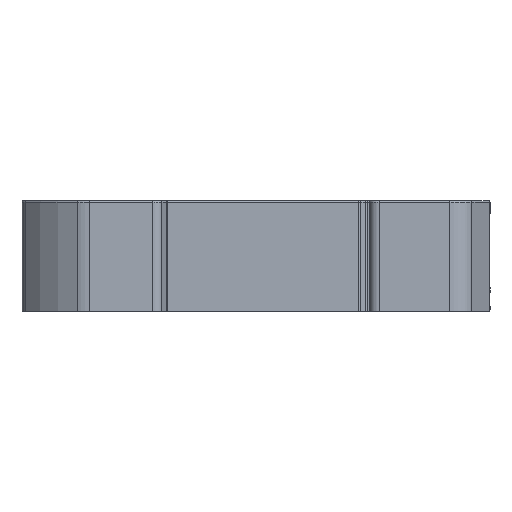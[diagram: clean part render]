
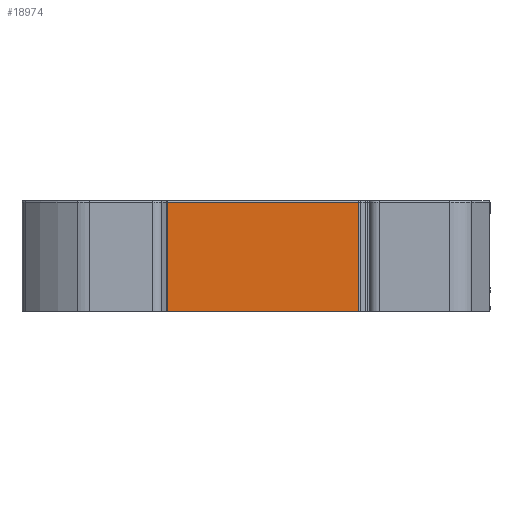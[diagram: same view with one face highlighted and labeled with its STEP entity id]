
A CAD part, front view. The second image highlights one B-rep face of the part: STEP entity #18974.
In plain terms, the highlighted planar face has unit normal (0, -1, 0).
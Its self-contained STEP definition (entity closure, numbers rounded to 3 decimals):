
#2764 = VERTEX_POINT ( 'NONE', #6204 ) ;
#3855 = ORIENTED_EDGE ( 'NONE', *, *, #5719, .T. ) ;
#3856 = ORIENTED_EDGE ( 'NONE', *, *, #18599, .T. ) ;
#3857 = ORIENTED_EDGE ( 'NONE', *, *, #18600, .T. ) ;
#3858 = ORIENTED_EDGE ( 'NONE', *, *, #18598, .F. ) ;
#4001 = EDGE_LOOP ( 'NONE', ( #3858, #3856, #3857, #3855 ) ) ;
#4186 = VECTOR ( 'NONE', #13762, 1000. ) ;
#4187 = VECTOR ( 'NONE', #13764, 1000. ) ;
#4188 = VECTOR ( 'NONE', #13766, 1000. ) ;
#4619 = AXIS2_PLACEMENT_3D ( 'NONE', #17588, #17589, #17591 ) ;
#5719 = EDGE_CURVE ( 'NONE', #7830, #2764, #13004, .T. ) ;
#6204 = CARTESIAN_POINT ( 'NONE',  ( 13.9, -47.654, -8.75 ) ) ;
#7541 = VECTOR ( 'NONE', #14922, 1000. ) ;
#7830 = VERTEX_POINT ( 'NONE', #11339 ) ;
#8160 = LINE ( 'NONE', #13761, #4186 ) ;
#8162 = LINE ( 'NONE', #13763, #4187 ) ;
#8163 = LINE ( 'NONE', #13765, #4188 ) ;
#8699 = FACE_OUTER_BOUND ( 'NONE', #4001, .T. ) ;
#11339 = CARTESIAN_POINT ( 'NONE',  ( -17.526, -47.654, -8.75 ) ) ;
#12671 = VERTEX_POINT ( 'NONE', #13496 ) ;
#12672 = VERTEX_POINT ( 'NONE', #13497 ) ;
#13004 = LINE ( 'NONE', #14921, #7541 ) ;
#13496 = CARTESIAN_POINT ( 'NONE',  ( 13.9, -47.654, 8.5 ) ) ;
#13497 = CARTESIAN_POINT ( 'NONE',  ( -17.526, -47.654, 8.5 ) ) ;
#13761 = CARTESIAN_POINT ( 'NONE',  ( 13.9, -47.654, 8.75 ) ) ;
#13762 = DIRECTION ( 'NONE',  ( 0., 0., -1. ) ) ;
#13763 = CARTESIAN_POINT ( 'NONE',  ( 13.9, -47.654, 8.5 ) ) ;
#13764 = DIRECTION ( 'NONE',  ( -1., 0., 0. ) ) ;
#13765 = CARTESIAN_POINT ( 'NONE',  ( -17.526, -47.654, 8.75 ) ) ;
#13766 = DIRECTION ( 'NONE',  ( 0., 0., -1. ) ) ;
#14921 = CARTESIAN_POINT ( 'NONE',  ( 13.9, -47.654, -8.75 ) ) ;
#14922 = DIRECTION ( 'NONE',  ( 1., 0., 0. ) ) ;
#17587 = PLANE ( 'NONE',  #4619 ) ;
#17588 = CARTESIAN_POINT ( 'NONE',  ( 13.9, -47.654, 8.75 ) ) ;
#17589 = DIRECTION ( 'NONE',  ( 0., 1., 0. ) ) ;
#17591 = DIRECTION ( 'NONE',  ( -1., 0., 0. ) ) ;
#18598 = EDGE_CURVE ( 'NONE', #12671, #2764, #8160, .T. ) ;
#18599 = EDGE_CURVE ( 'NONE', #12671, #12672, #8162, .T. ) ;
#18600 = EDGE_CURVE ( 'NONE', #12672, #7830, #8163, .T. ) ;
#18974 = ADVANCED_FACE ( 'NONE', ( #8699 ), #17587, .F. ) ;
